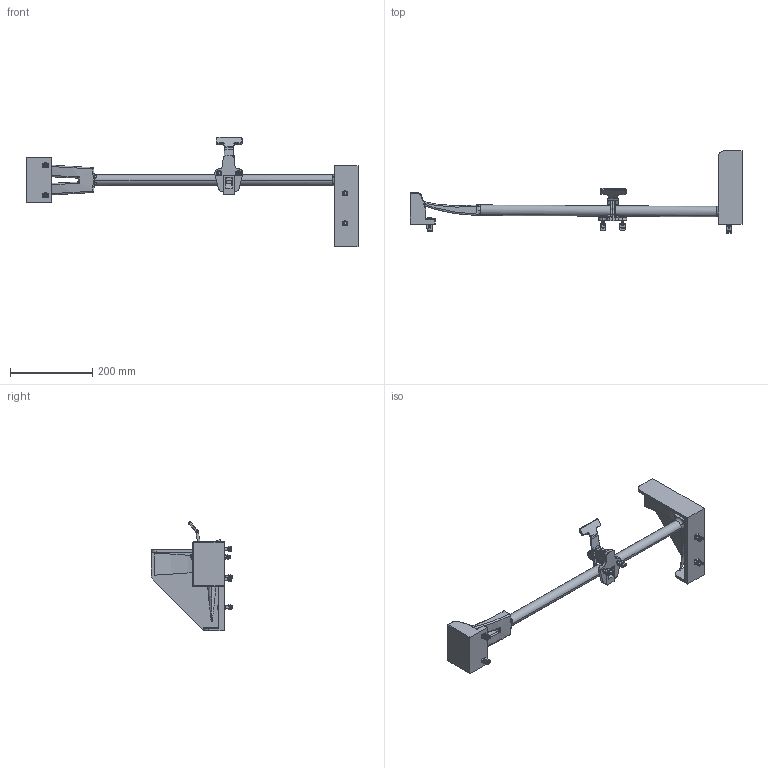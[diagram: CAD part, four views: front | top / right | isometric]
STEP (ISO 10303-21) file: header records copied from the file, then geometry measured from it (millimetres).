
FILE_DESCRIPTION (( 'STEP AP203' ), '1' );
FILE_NAME ('K5032.STEP', '2016-12-08T15:48:36', ( 'jgonzalez' ), ( '' ), 'SwSTEP 2.0', 'SolidWorks 2014', '' );
FILE_SCHEMA (( 'CONFIG_CONTROL_DESIGN' ));
Length unit declared in the file: inch
Products named in the file (18): 7049_toolokHD; 7016; 1003 HD_YELLOW ; 2070; haliigan; 2071P; 2070P; K5032; 2071; 2031_CR-FHMS 0.25-20x0.75x0.75-N; 1003-202; 2069LN_MSHXNUT 0.250-20-S-N; 1003-201 (IN USE); 2032_2.875; 2046; 2044_82DEG 10-32x1.25 18-8 SS; 3017_HFBOLT 0.25-20x1.25x0.75-C; 2054
Assembly tree (35 placements, depth 4):
  K5032
    2070
      2070P
      2032_2.875
        2031_CR-FHMS 0.25-20x0.75x0.75-N  x2
        2069LN_MSHXNUT 0.250-20-S-N  x2
      2044_82DEG 10-32x1.25 18-8 SS  x2
      2054  x2
      7016  x2
    2071
      2071P
      2032_2.875
        2031_CR-FHMS 0.25-20x0.75x0.75-N  x2
        2069LN_MSHXNUT 0.250-20-S-N  x2
      2044_82DEG 10-32x1.25 18-8 SS  x2
      2054  x2
      7016  x2
    1003 HD_YELLOW 
      1003-202
      1003-201 (IN USE)
      7049_toolokHD
        2046  x2
        7016  x2
        3017_HFBOLT 0.25-20x1.25x0.75-C  x2
        2069LN_MSHXNUT 0.250-20-S-N  x2
    haliigan
Bounding box: 806.45 x 199.09 x 265.95 mm (x, y, z)
Volume: 1322997.3 mm3; surface area: 290005.4 mm2
Topology: 37 solids, 37 shells, 3965 faces, 9477 edges, 5625 vertices
Faces by surface type: plane 1592, cylinder 1107, cone 852, bspline 342, torus 52, sphere 20
Entity records: 83224 total; most frequent: CARTESIAN_POINT 31913, ORIENTED_EDGE 10520, DIRECTION 9485, EDGE_CURVE 5260, AXIS2_PLACEMENT_3D 3164, VECTOR 3157, LINE 3157, VERTEX_POINT 2972
